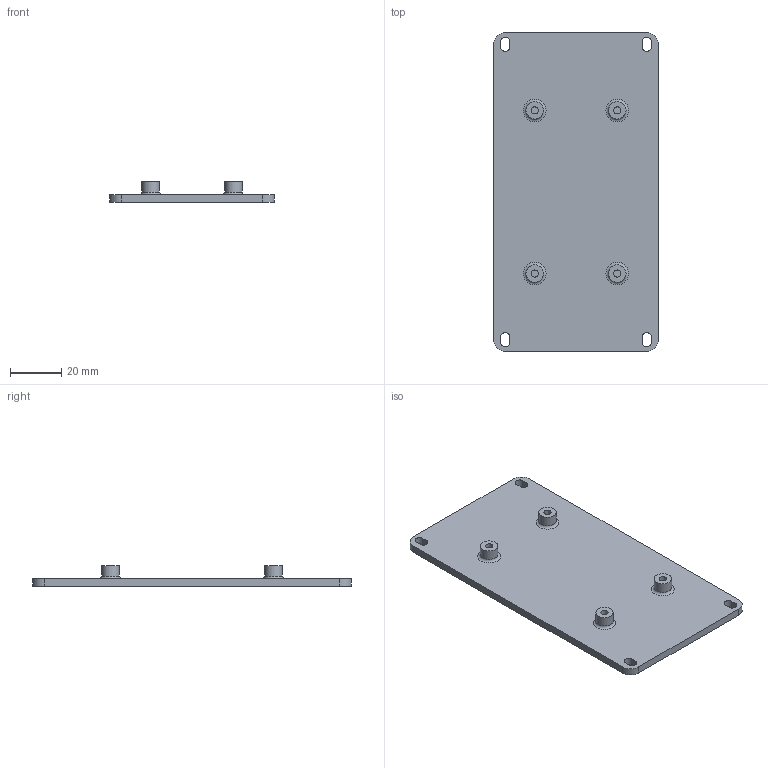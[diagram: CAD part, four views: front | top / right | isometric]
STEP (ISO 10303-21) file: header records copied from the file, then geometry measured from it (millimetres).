
FILE_DESCRIPTION(/* description */ (''),/* implementation_level */ '2;1');
FILE_NAME(/* name */ 'Lower Bay Tray - LM2596 with LED.step',/* time_stamp */ '2022-05-19T09:41:09-05:00',/* author */ (''),/* organization */ (''),/* preprocessor_version */ 'ST-DEVELOPER v18.1',/* originating_system */ 'Autodesk Translation Framework v10.14.0.1471',/* authorisation */ '');
FILE_SCHEMA (('AUTOMOTIVE_DESIGN { 1 0 10303 214 3 1 1 }'));
Length unit declared in the file: millimetre
Products named in the file (1): Lower Bay Tray - LM2596 with LED
Bounding box: 64 x 124 x 8 mm (x, y, z)
Volume: 24170 mm3; surface area: 17555 mm2
Topology: 1 solids, 1 shells, 46 faces, 104 edges, 68 vertices
Faces by surface type: plane 22, cylinder 20, torus 4
Full cylindrical faces by diameter (mm): 2.8 x4, 6.8 x4
Entity records: 1353 total; most frequent: DIRECTION 246, CARTESIAN_POINT 219, ORIENTED_EDGE 208, EDGE_CURVE 104, AXIS2_PLACEMENT_3D 95, VERTEX_POINT 68, EDGE_LOOP 62, LINE 56
